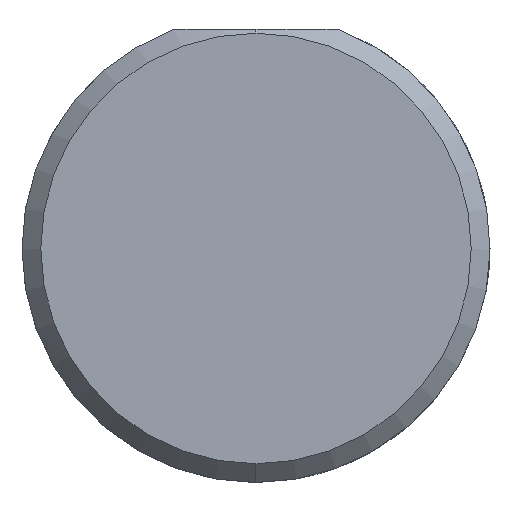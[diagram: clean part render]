
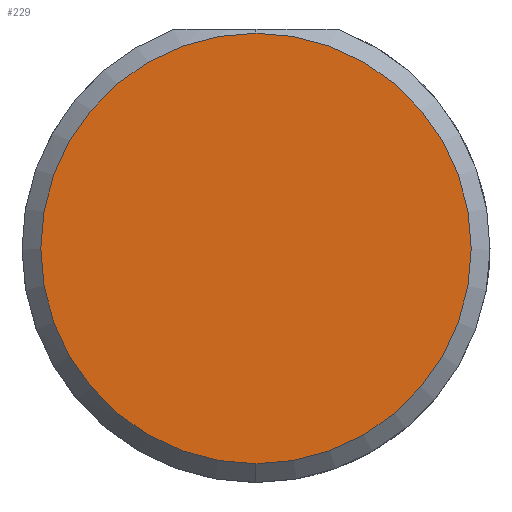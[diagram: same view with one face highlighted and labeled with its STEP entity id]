
A CAD part, left-side view. The second image highlights one B-rep face of the part: STEP entity #229.
In plain terms, the highlighted planar face has unit normal (-1, 0, 0).
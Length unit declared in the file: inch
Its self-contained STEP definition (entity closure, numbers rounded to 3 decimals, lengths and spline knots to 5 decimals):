
#21 = DIRECTION ( 'NONE',  ( 0., 0., 1. ) ) ;
#36 = AXIS2_PLACEMENT_3D ( 'NONE', #355, #407, #21 ) ;
#68 = VERTEX_POINT ( 'NONE', #501 ) ;
#76 = VERTEX_POINT ( 'NONE', #545 ) ;
#98 = EDGE_CURVE ( 'NONE', #76, #68, #138, .T. ) ;
#131 = CARTESIAN_POINT ( 'NONE',  ( 0., 0., 0. ) ) ;
#134 = DIRECTION ( 'NONE',  ( 0., 0., -1. ) ) ;
#138 = CIRCLE ( 'NONE', #36, 0.17235 ) ;
#142 = ORIENTED_EDGE ( 'NONE', *, *, #98, .T. ) ;
#188 = DIRECTION ( 'NONE',  ( 1., 0., 0. ) ) ;
#208 = EDGE_CURVE ( 'NONE', #68, #76, #412, .T. ) ;
#229 = ADVANCED_FACE ( 'NONE', ( #289 ), #334, .F. ) ;
#267 = DIRECTION ( 'NONE',  ( -1., 0., 0. ) ) ;
#289 = FACE_OUTER_BOUND ( 'NONE', #510, .T. ) ;
#334 = PLANE ( 'NONE',  #474 ) ;
#355 = CARTESIAN_POINT ( 'NONE',  ( 0., 0., 0. ) ) ;
#407 = DIRECTION ( 'NONE',  ( -1., 0., 0. ) ) ;
#412 = CIRCLE ( 'NONE', #593, 0.17235 ) ;
#449 = ORIENTED_EDGE ( 'NONE', *, *, #208, .T. ) ;
#466 = DIRECTION ( 'NONE',  ( 0., 0., 1. ) ) ;
#474 = AXIS2_PLACEMENT_3D ( 'NONE', #131, #188, #134 ) ;
#501 = CARTESIAN_POINT ( 'NONE',  ( 0., 0., -0.17235 ) ) ;
#503 = CARTESIAN_POINT ( 'NONE',  ( 0., 0., 0. ) ) ;
#510 = EDGE_LOOP ( 'NONE', ( #449, #142 ) ) ;
#545 = CARTESIAN_POINT ( 'NONE',  ( 0., 0., 0.17235 ) ) ;
#593 = AXIS2_PLACEMENT_3D ( 'NONE', #503, #267, #466 ) ;
